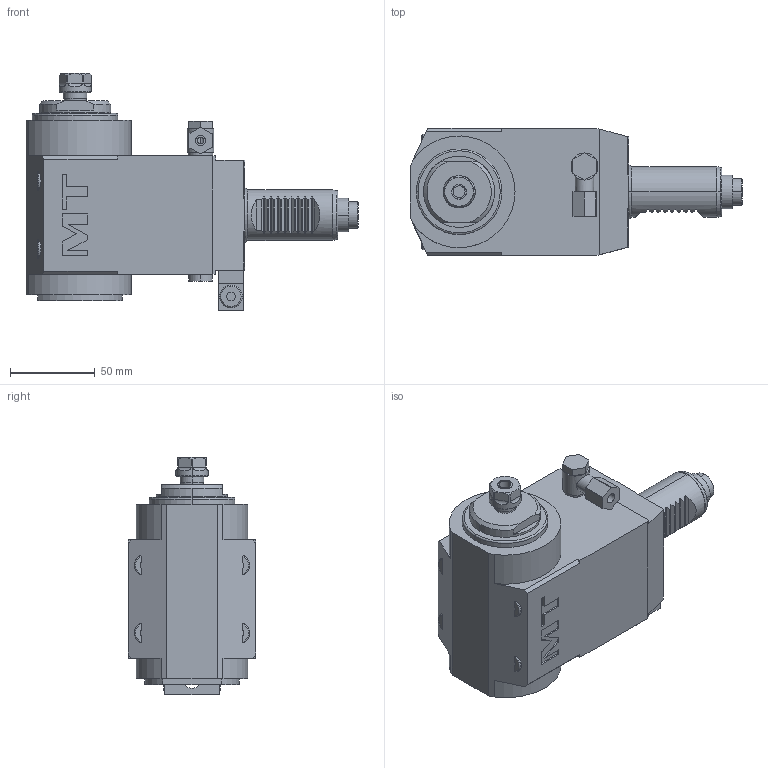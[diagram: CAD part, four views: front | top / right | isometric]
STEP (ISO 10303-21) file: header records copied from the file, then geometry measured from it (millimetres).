
FILE_DESCRIPTION((''),'2;1');
FILE_NAME('SAU0341311_CONF','2023-03-16T16:46:47',('smalpassi'),('M.T. srl'),'CREO PARAMETRIC BY PTC INC, 2021072','CREO PARAMETRIC BY PTC INC, 2021072','');
FILE_SCHEMA(('CONFIG_CONTROL_DESIGN'));
Length unit declared in the file: millimetre
Products named in the file (1): SAU0341311_CONF
Bounding box: 196 x 75 x 140.3 mm (x, y, z)
Volume: 843671.1 mm3; surface area: 70869.5 mm2
Topology: 1 solids, 1 shells, 327 faces, 824 edges, 533 vertices
Faces by surface type: plane 190, cylinder 81, cone 36, torus 16, extrusion 4
Entity records: 10637 total; most frequent: CARTESIAN_POINT 2755, ORIENTED_EDGE 1644, DIRECTION 1586, EDGE_CURVE 822, AXIS2_PLACEMENT_3D 545, VERTEX_POINT 533, VECTOR 496, LINE 492
